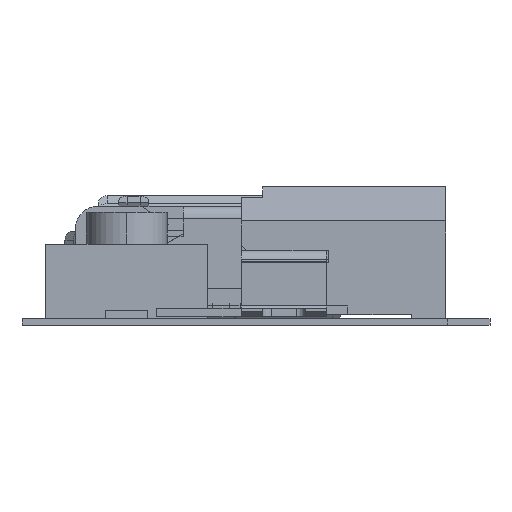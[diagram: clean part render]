
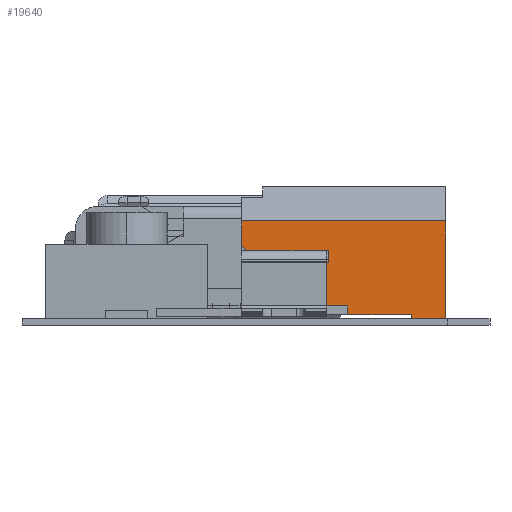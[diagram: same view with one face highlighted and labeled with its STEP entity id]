
A CAD part, front view. The second image highlights one B-rep face of the part: STEP entity #19640.
In plain terms, the highlighted face is planar.
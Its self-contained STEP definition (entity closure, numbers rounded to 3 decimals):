
#357 = ORIENTED_EDGE ( 'NONE', *, *, #12271, .F. ) ;
#1086 = ORIENTED_EDGE ( 'NONE', *, *, #10944, .F. ) ;
#1120 = LINE ( 'NONE', #5503, #26048 ) ;
#1419 = VERTEX_POINT ( 'NONE', #17302 ) ;
#1924 = VECTOR ( 'NONE', #8675, 1000. ) ;
#2015 = ORIENTED_EDGE ( 'NONE', *, *, #16413, .F. ) ;
#2105 = CARTESIAN_POINT ( 'NONE',  ( 5.9, 0.055, 0.1 ) ) ;
#2240 = CARTESIAN_POINT ( 'NONE',  ( 5.9, 2.355, 0. ) ) ;
#2546 = CARTESIAN_POINT ( 'NONE',  ( 5.9, -0.445, 1.6 ) ) ;
#3123 = LINE ( 'NONE', #23782, #21014 ) ;
#3396 = CARTESIAN_POINT ( 'NONE',  ( 5.9, -2.445, 0. ) ) ;
#3434 = VECTOR ( 'NONE', #20696, 1000. ) ;
#3521 = FACE_OUTER_BOUND ( 'NONE', #14373, .T. ) ;
#3536 = ORIENTED_EDGE ( 'NONE', *, *, #14470, .T. ) ;
#3544 = EDGE_CURVE ( 'NONE', #1419, #15835, #3790, .T. ) ;
#3610 = ORIENTED_EDGE ( 'NONE', *, *, #23018, .T. ) ;
#3790 = LINE ( 'NONE', #24587, #26466 ) ;
#3954 = CARTESIAN_POINT ( 'NONE',  ( 5.9, -2.445, 1.72 ) ) ;
#4157 = ORIENTED_EDGE ( 'NONE', *, *, #10109, .T. ) ;
#4490 = VERTEX_POINT ( 'NONE', #3954 ) ;
#4932 = VERTEX_POINT ( 'NONE', #2546 ) ;
#5002 = ORIENTED_EDGE ( 'NONE', *, *, #25157, .F. ) ;
#5137 = VECTOR ( 'NONE', #5614, 1000. ) ;
#5503 = CARTESIAN_POINT ( 'NONE',  ( 5.9, -2.445, 1.32 ) ) ;
#5614 = DIRECTION ( 'NONE',  ( 0., 0., -1. ) ) ;
#6539 = DIRECTION ( 'NONE',  ( 0., 0., 1. ) ) ;
#6883 = VECTOR ( 'NONE', #6539, 1000. ) ;
#6978 = EDGE_CURVE ( 'NONE', #18060, #10920, #19920, .T. ) ;
#7193 = CARTESIAN_POINT ( 'NONE',  ( 5.9, 1.555, 0.1 ) ) ;
#7540 = VECTOR ( 'NONE', #18380, 1000. ) ;
#8066 = DIRECTION ( 'NONE',  ( 0., 1., 0. ) ) ;
#8195 = LINE ( 'NONE', #14528, #16267 ) ;
#8359 = EDGE_CURVE ( 'NONE', #23050, #4932, #21114, .T. ) ;
#8675 = DIRECTION ( 'NONE',  ( 0., 1., 0. ) ) ;
#9575 = CARTESIAN_POINT ( 'NONE',  ( 5.9, 0.055, 0.1 ) ) ;
#9690 = LINE ( 'NONE', #18241, #17361 ) ;
#10109 = EDGE_CURVE ( 'NONE', #16547, #10920, #18262, .T. ) ;
#10146 = CARTESIAN_POINT ( 'NONE',  ( 5.9, -2.445, 2.3 ) ) ;
#10261 = DIRECTION ( 'NONE',  ( 0., 0., 1. ) ) ;
#10736 = EDGE_CURVE ( 'NONE', #16547, #16071, #16898, .T. ) ;
#10920 = VERTEX_POINT ( 'NONE', #15427 ) ;
#10944 = EDGE_CURVE ( 'NONE', #26314, #15565, #13768, .T. ) ;
#10993 = VECTOR ( 'NONE', #8066, 1000. ) ;
#11130 = ORIENTED_EDGE ( 'NONE', *, *, #14532, .F. ) ;
#11774 = DIRECTION ( 'NONE',  ( 0., -1., 0. ) ) ;
#11803 = VECTOR ( 'NONE', #26570, 1000. ) ;
#12271 = EDGE_CURVE ( 'NONE', #15835, #18060, #18169, .T. ) ;
#12476 = CARTESIAN_POINT ( 'NONE',  ( 5.9, -2.445, 0.3 ) ) ;
#12477 = DIRECTION ( 'NONE',  ( 0., 0., 1. ) ) ;
#12576 = EDGE_CURVE ( 'NONE', #4490, #26800, #3123, .T. ) ;
#13768 = LINE ( 'NONE', #24363, #5137 ) ;
#13974 = CARTESIAN_POINT ( 'NONE',  ( 5.9, -2.325, 1.6 ) ) ;
#14000 = VECTOR ( 'NONE', #22772, 1000. ) ;
#14190 = VECTOR ( 'NONE', #18518, 1000. ) ;
#14277 = DIRECTION ( 'NONE',  ( 0., 0., 1. ) ) ;
#14373 = EDGE_LOOP ( 'NONE', ( #2015, #5002, #25910, #4157, #17821, #357, #26401, #11130, #1086, #3610, #17830, #3536, #22005, #17146 ) ) ;
#14470 = EDGE_CURVE ( 'NONE', #4490, #23050, #24438, .T. ) ;
#14528 = CARTESIAN_POINT ( 'NONE',  ( 5.9, -0.395, 1.32 ) ) ;
#14532 = EDGE_CURVE ( 'NONE', #15565, #1419, #14778, .T. ) ;
#14778 = LINE ( 'NONE', #2240, #14000 ) ;
#15022 = CARTESIAN_POINT ( 'NONE',  ( 5.9, -0.445, 1.6 ) ) ;
#15031 = AXIS2_PLACEMENT_3D ( 'NONE', #3396, #20189, #14277 ) ;
#15427 = CARTESIAN_POINT ( 'NONE',  ( 5.9, 0.055, 0.3 ) ) ;
#15565 = VERTEX_POINT ( 'NONE', #24424 ) ;
#15835 = VERTEX_POINT ( 'NONE', #7193 ) ;
#16071 = VERTEX_POINT ( 'NONE', #25428 ) ;
#16267 = VECTOR ( 'NONE', #12477, 1000. ) ;
#16413 = EDGE_CURVE ( 'NONE', #25634, #23651, #8195, .T. ) ;
#16547 = VERTEX_POINT ( 'NONE', #19203 ) ;
#16864 = CARTESIAN_POINT ( 'NONE',  ( 5.9, -0.395, 1.32 ) ) ;
#16898 = LINE ( 'NONE', #21008, #6883 ) ;
#17146 = ORIENTED_EDGE ( 'NONE', *, *, #21850, .T. ) ;
#17302 = CARTESIAN_POINT ( 'NONE',  ( 5.9, 1.555, 0. ) ) ;
#17361 = VECTOR ( 'NONE', #11774, 1000. ) ;
#17821 = ORIENTED_EDGE ( 'NONE', *, *, #6978, .F. ) ;
#17830 = ORIENTED_EDGE ( 'NONE', *, *, #12576, .F. ) ;
#18060 = VERTEX_POINT ( 'NONE', #2105 ) ;
#18169 = LINE ( 'NONE', #26822, #11803 ) ;
#18241 = CARTESIAN_POINT ( 'NONE',  ( 5.9, 2.355, 2.3 ) ) ;
#18262 = LINE ( 'NONE', #12476, #10993 ) ;
#18380 = DIRECTION ( 'NONE',  ( 0., 0., 1. ) ) ;
#18518 = DIRECTION ( 'NONE',  ( 0., 1., 0. ) ) ;
#19203 = CARTESIAN_POINT ( 'NONE',  ( 5.9, -2.445, 0.3 ) ) ;
#19640 = ADVANCED_FACE ( 'NONE', ( #3521 ), #22264, .F. ) ;
#19704 = LINE ( 'NONE', #15022, #1924 ) ;
#19920 = LINE ( 'NONE', #9575, #7540 ) ;
#20189 = DIRECTION ( 'NONE',  ( -1., 0., 0. ) ) ;
#20194 = CARTESIAN_POINT ( 'NONE',  ( 5.9, -0.395, 1.6 ) ) ;
#20696 = DIRECTION ( 'NONE',  ( 0., 0.707, -0.707 ) ) ;
#20841 = CARTESIAN_POINT ( 'NONE',  ( 5.9, -2.445, 1.72 ) ) ;
#21008 = CARTESIAN_POINT ( 'NONE',  ( 5.9, -2.445, 0.3 ) ) ;
#21014 = VECTOR ( 'NONE', #23931, 1000. ) ;
#21114 = LINE ( 'NONE', #27186, #14190 ) ;
#21850 = EDGE_CURVE ( 'NONE', #4932, #23651, #19704, .T. ) ;
#22005 = ORIENTED_EDGE ( 'NONE', *, *, #8359, .T. ) ;
#22264 = PLANE ( 'NONE',  #15031 ) ;
#22772 = DIRECTION ( 'NONE',  ( 0., -1., 0. ) ) ;
#23018 = EDGE_CURVE ( 'NONE', #26314, #26800, #9690, .T. ) ;
#23050 = VERTEX_POINT ( 'NONE', #13974 ) ;
#23651 = VERTEX_POINT ( 'NONE', #20194 ) ;
#23782 = CARTESIAN_POINT ( 'NONE',  ( 5.9, -2.445, 1.72 ) ) ;
#23931 = DIRECTION ( 'NONE',  ( 0., 0., 1. ) ) ;
#24363 = CARTESIAN_POINT ( 'NONE',  ( 5.9, 2.355, 2.3 ) ) ;
#24424 = CARTESIAN_POINT ( 'NONE',  ( 5.9, 2.355, 0. ) ) ;
#24438 = LINE ( 'NONE', #20841, #3434 ) ;
#24587 = CARTESIAN_POINT ( 'NONE',  ( 5.9, 1.555, 0. ) ) ;
#24784 = DIRECTION ( 'NONE',  ( 0., 1., 0. ) ) ;
#25157 = EDGE_CURVE ( 'NONE', #16071, #25634, #1120, .T. ) ;
#25428 = CARTESIAN_POINT ( 'NONE',  ( 5.9, -2.445, 1.32 ) ) ;
#25634 = VERTEX_POINT ( 'NONE', #16864 ) ;
#25910 = ORIENTED_EDGE ( 'NONE', *, *, #10736, .F. ) ;
#26048 = VECTOR ( 'NONE', #24784, 1000. ) ;
#26314 = VERTEX_POINT ( 'NONE', #26589 ) ;
#26401 = ORIENTED_EDGE ( 'NONE', *, *, #3544, .F. ) ;
#26466 = VECTOR ( 'NONE', #10261, 1000. ) ;
#26570 = DIRECTION ( 'NONE',  ( 0., -1., 0. ) ) ;
#26589 = CARTESIAN_POINT ( 'NONE',  ( 5.9, 2.355, 2.3 ) ) ;
#26800 = VERTEX_POINT ( 'NONE', #10146 ) ;
#26822 = CARTESIAN_POINT ( 'NONE',  ( 5.9, 1.555, 0.1 ) ) ;
#27186 = CARTESIAN_POINT ( 'NONE',  ( 5.9, -2.325, 1.6 ) ) ;
